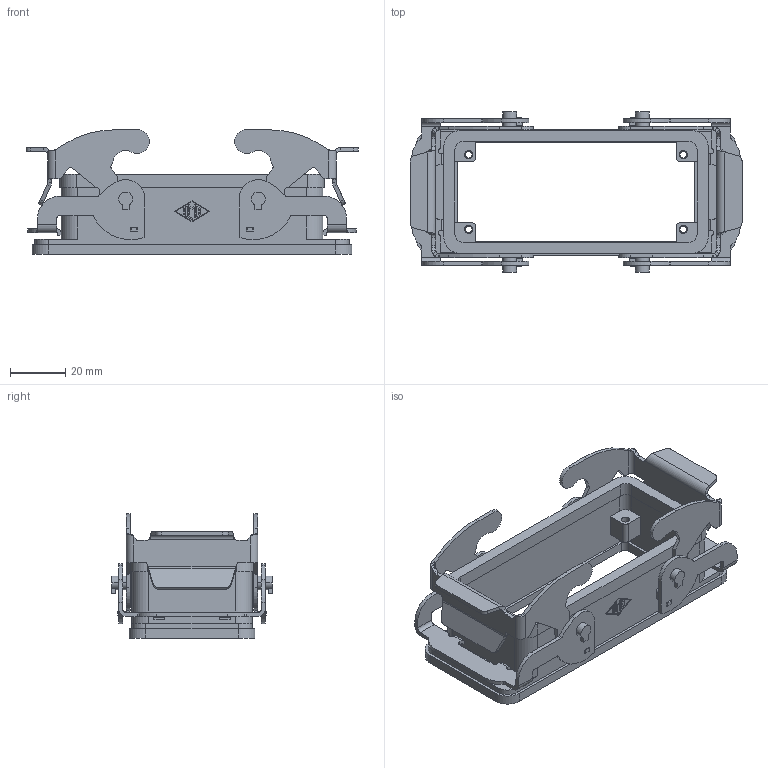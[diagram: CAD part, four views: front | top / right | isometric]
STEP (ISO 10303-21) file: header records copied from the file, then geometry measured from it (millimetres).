
FILE_DESCRIPTION(('Creo Elements/Direct Modeling STEP Export'),'2;1');
FILE_NAME('0ln7uvk45o7mdbm1284','2016-11-16T15:25:42',(''),(''),'PTC Creo Elements/Direct Modeling STEP processor for AP214 (Solid Model)','PTC Creo Elements/Direct Modeling 19.0E 27-Jun-2016 (C) Parametric Technology GmbH','');
FILE_SCHEMA(('AUTOMOTIVE_DESIGN { 1 0 10303 214 1 1 1 1 }'));
Length unit declared in the file: millimetre
Products named in the file (1): C7IE_16
Bounding box: 119.97 x 58 x 45 mm (x, y, z)
Volume: 42254 mm3; surface area: 37546.9 mm2
Topology: 1 solids, 1 shells, 597 faces, 1671 edges, 1106 vertices
Faces by surface type: plane 299, cylinder 270, bspline 28
Entity records: 30165 total; most frequent: CARTESIAN_POINT 9809, ORIENTED_EDGE 3342, DIRECTION 3167, EDGE_CURVE 1671, VERTEX_POINT 1106, VECTOR 1083, LINE 1083, AXIS2_PLACEMENT_3D 1042
